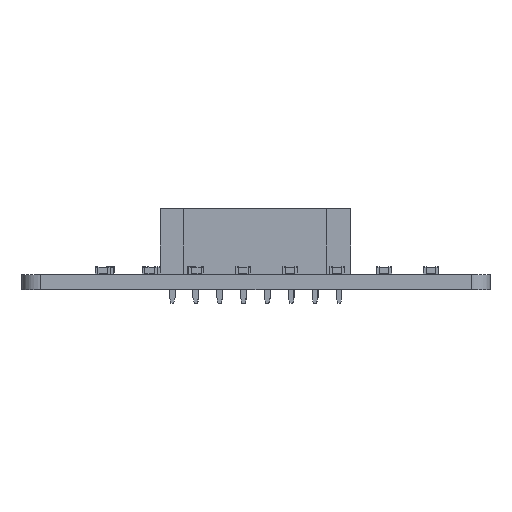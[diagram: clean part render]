
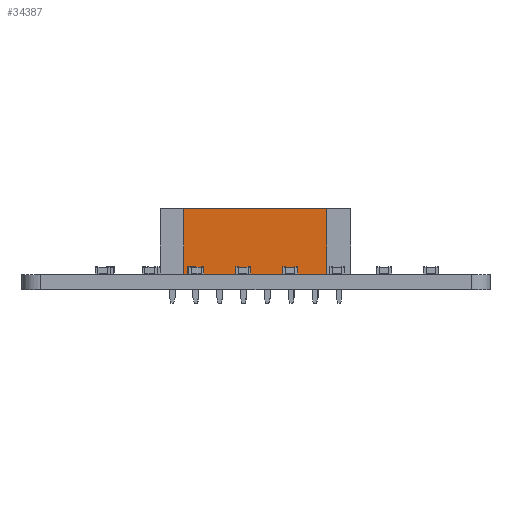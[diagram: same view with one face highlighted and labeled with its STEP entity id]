
A CAD part, front view. The second image highlights one B-rep face of the part: STEP entity #34387.
In plain terms, the highlighted free-form (B-spline) face has degree [1, 1] with [2, 2] control points.
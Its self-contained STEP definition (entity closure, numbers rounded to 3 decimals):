
#34387 = ADVANCED_FACE('',(#34388),#34401,.F.);
#34388 = FACE_BOUND('',#34389,.F.);
#34389 = EDGE_LOOP('',(#34390,#34422,#34447,#34472));
#34390 = ORIENTED_EDGE('',*,*,#34391,.T.);
#34391 = EDGE_CURVE('',#34392,#34394,#34396,.T.);
#34392 = VERTEX_POINT('',#34393);
#34393 = CARTESIAN_POINT('',(1.27,-13.97,0.));
#34394 = VERTEX_POINT('',#34395);
#34395 = CARTESIAN_POINT('',(1.27,-13.97,7.));
#34396 = SURFACE_CURVE('',#34397,(#34400,#34411),.PCURVE_S1.);
#34397 = B_SPLINE_CURVE_WITH_KNOTS('',1,(#34398,#34399),.UNSPECIFIED.,
  .F.,.F.,(2,2),(0.,7.),.PIECEWISE_BEZIER_KNOTS.);
#34398 = CARTESIAN_POINT('',(1.27,-13.97,0.));
#34399 = CARTESIAN_POINT('',(1.27,-13.97,7.));
#34400 = PCURVE('',#34401,#34406);
#34401 = B_SPLINE_SURFACE_WITH_KNOTS('',1,1,(
    (#34402,#34403)
    ,(#34404,#34405
    )),.UNSPECIFIED.,.F.,.F.,.F.,(2,2),(2,2),(0.,15.24),(-7.,0.),
  .PIECEWISE_BEZIER_KNOTS.);
#34402 = CARTESIAN_POINT('',(1.27,-13.97,7.));
#34403 = CARTESIAN_POINT('',(1.27,-13.97,0.));
#34404 = CARTESIAN_POINT('',(1.27,1.27,7.));
#34405 = CARTESIAN_POINT('',(1.27,1.27,0.));
#34406 = DEFINITIONAL_REPRESENTATION('',(#34407),#34410);
#34407 = B_SPLINE_CURVE_WITH_KNOTS('',1,(#34408,#34409),.UNSPECIFIED.,
  .F.,.F.,(2,2),(0.,7.),.PIECEWISE_BEZIER_KNOTS.);
#34408 = CARTESIAN_POINT('',(0.,0.));
#34409 = CARTESIAN_POINT('',(0.,-7.));
#34410 = ( GEOMETRIC_REPRESENTATION_CONTEXT(2) 
PARAMETRIC_REPRESENTATION_CONTEXT() REPRESENTATION_CONTEXT('2D SPACE',''
  ) );
#34411 = PCURVE('',#34412,#34417);
#34412 = B_SPLINE_SURFACE_WITH_KNOTS('',1,1,(
    (#34413,#34414)
    ,(#34415,#34416
    )),.UNSPECIFIED.,.F.,.F.,.F.,(2,2),(2,2),(0.,2.54),(-7.,0.),
  .PIECEWISE_BEZIER_KNOTS.);
#34413 = CARTESIAN_POINT('',(-1.27,-13.97,7.));
#34414 = CARTESIAN_POINT('',(-1.27,-13.97,0.));
#34415 = CARTESIAN_POINT('',(1.27,-13.97,7.));
#34416 = CARTESIAN_POINT('',(1.27,-13.97,0.));
#34417 = DEFINITIONAL_REPRESENTATION('',(#34418),#34421);
#34418 = B_SPLINE_CURVE_WITH_KNOTS('',1,(#34419,#34420),.UNSPECIFIED.,
  .F.,.F.,(2,2),(0.,7.),.PIECEWISE_BEZIER_KNOTS.);
#34419 = CARTESIAN_POINT('',(2.54,0.));
#34420 = CARTESIAN_POINT('',(2.54,-7.));
#34421 = ( GEOMETRIC_REPRESENTATION_CONTEXT(2) 
PARAMETRIC_REPRESENTATION_CONTEXT() REPRESENTATION_CONTEXT('2D SPACE',''
  ) );
#34422 = ORIENTED_EDGE('',*,*,#34423,.T.);
#34423 = EDGE_CURVE('',#34394,#34424,#34426,.T.);
#34424 = VERTEX_POINT('',#34425);
#34425 = CARTESIAN_POINT('',(1.27,1.27,7.));
#34426 = SURFACE_CURVE('',#34427,(#34430,#34436),.PCURVE_S1.);
#34427 = B_SPLINE_CURVE_WITH_KNOTS('',1,(#34428,#34429),.UNSPECIFIED.,
  .F.,.F.,(2,2),(0.,15.24),.PIECEWISE_BEZIER_KNOTS.);
#34428 = CARTESIAN_POINT('',(1.27,-13.97,7.));
#34429 = CARTESIAN_POINT('',(1.27,1.27,7.));
#34430 = PCURVE('',#34401,#34431);
#34431 = DEFINITIONAL_REPRESENTATION('',(#34432),#34435);
#34432 = B_SPLINE_CURVE_WITH_KNOTS('',1,(#34433,#34434),.UNSPECIFIED.,
  .F.,.F.,(2,2),(0.,15.24),.PIECEWISE_BEZIER_KNOTS.);
#34433 = CARTESIAN_POINT('',(0.,-7.));
#34434 = CARTESIAN_POINT('',(15.24,-7.));
#34435 = ( GEOMETRIC_REPRESENTATION_CONTEXT(2) 
PARAMETRIC_REPRESENTATION_CONTEXT() REPRESENTATION_CONTEXT('2D SPACE',''
  ) );
#34436 = PCURVE('',#34437,#34442);
#34437 = B_SPLINE_SURFACE_WITH_KNOTS('',1,1,(
    (#34438,#34439)
    ,(#34440,#34441
  )),.UNSPECIFIED.,.F.,.F.,.F.,(2,2),(2,2),(-15.24,0.),(
    0.,2.54),.PIECEWISE_BEZIER_KNOTS.);
#34438 = CARTESIAN_POINT('',(1.27,1.27,7.));
#34439 = CARTESIAN_POINT('',(-1.27,1.27,7.));
#34440 = CARTESIAN_POINT('',(1.27,-13.97,7.));
#34441 = CARTESIAN_POINT('',(-1.27,-13.97,7.));
#34442 = DEFINITIONAL_REPRESENTATION('',(#34443),#34446);
#34443 = B_SPLINE_CURVE_WITH_KNOTS('',1,(#34444,#34445),.UNSPECIFIED.,
  .F.,.F.,(2,2),(0.,15.24),.PIECEWISE_BEZIER_KNOTS.);
#34444 = CARTESIAN_POINT('',(0.,0.));
#34445 = CARTESIAN_POINT('',(-15.24,0.));
#34446 = ( GEOMETRIC_REPRESENTATION_CONTEXT(2) 
PARAMETRIC_REPRESENTATION_CONTEXT() REPRESENTATION_CONTEXT('2D SPACE',''
  ) );
#34447 = ORIENTED_EDGE('',*,*,#34448,.F.);
#34448 = EDGE_CURVE('',#34449,#34424,#34451,.T.);
#34449 = VERTEX_POINT('',#34450);
#34450 = CARTESIAN_POINT('',(1.27,1.27,0.));
#34451 = SURFACE_CURVE('',#34452,(#34455,#34461),.PCURVE_S1.);
#34452 = B_SPLINE_CURVE_WITH_KNOTS('',1,(#34453,#34454),.UNSPECIFIED.,
  .F.,.F.,(2,2),(0.,7.),.PIECEWISE_BEZIER_KNOTS.);
#34453 = CARTESIAN_POINT('',(1.27,1.27,0.));
#34454 = CARTESIAN_POINT('',(1.27,1.27,7.));
#34455 = PCURVE('',#34401,#34456);
#34456 = DEFINITIONAL_REPRESENTATION('',(#34457),#34460);
#34457 = B_SPLINE_CURVE_WITH_KNOTS('',1,(#34458,#34459),.UNSPECIFIED.,
  .F.,.F.,(2,2),(0.,7.),.PIECEWISE_BEZIER_KNOTS.);
#34458 = CARTESIAN_POINT('',(15.24,0.));
#34459 = CARTESIAN_POINT('',(15.24,-7.));
#34460 = ( GEOMETRIC_REPRESENTATION_CONTEXT(2) 
PARAMETRIC_REPRESENTATION_CONTEXT() REPRESENTATION_CONTEXT('2D SPACE',''
  ) );
#34461 = PCURVE('',#34462,#34467);
#34462 = B_SPLINE_SURFACE_WITH_KNOTS('',1,1,(
    (#34463,#34464)
    ,(#34465,#34466
    )),.UNSPECIFIED.,.F.,.F.,.F.,(2,2),(2,2),(0.,2.54),(-7.,0.),
  .PIECEWISE_BEZIER_KNOTS.);
#34463 = CARTESIAN_POINT('',(1.27,1.27,7.));
#34464 = CARTESIAN_POINT('',(1.27,1.27,0.));
#34465 = CARTESIAN_POINT('',(-1.27,1.27,7.));
#34466 = CARTESIAN_POINT('',(-1.27,1.27,0.));
#34467 = DEFINITIONAL_REPRESENTATION('',(#34468),#34471);
#34468 = B_SPLINE_CURVE_WITH_KNOTS('',1,(#34469,#34470),.UNSPECIFIED.,
  .F.,.F.,(2,2),(0.,7.),.PIECEWISE_BEZIER_KNOTS.);
#34469 = CARTESIAN_POINT('',(0.,0.));
#34470 = CARTESIAN_POINT('',(0.,-7.));
#34471 = ( GEOMETRIC_REPRESENTATION_CONTEXT(2) 
PARAMETRIC_REPRESENTATION_CONTEXT() REPRESENTATION_CONTEXT('2D SPACE',''
  ) );
#34472 = ORIENTED_EDGE('',*,*,#34473,.F.);
#34473 = EDGE_CURVE('',#34392,#34449,#34474,.T.);
#34474 = SURFACE_CURVE('',#34475,(#34478,#34484),.PCURVE_S1.);
#34475 = B_SPLINE_CURVE_WITH_KNOTS('',1,(#34476,#34477),.UNSPECIFIED.,
  .F.,.F.,(2,2),(0.,15.24),.PIECEWISE_BEZIER_KNOTS.);
#34476 = CARTESIAN_POINT('',(1.27,-13.97,0.));
#34477 = CARTESIAN_POINT('',(1.27,1.27,0.));
#34478 = PCURVE('',#34401,#34479);
#34479 = DEFINITIONAL_REPRESENTATION('',(#34480),#34483);
#34480 = B_SPLINE_CURVE_WITH_KNOTS('',1,(#34481,#34482),.UNSPECIFIED.,
  .F.,.F.,(2,2),(0.,15.24),.PIECEWISE_BEZIER_KNOTS.);
#34481 = CARTESIAN_POINT('',(0.,0.));
#34482 = CARTESIAN_POINT('',(15.24,0.));
#34483 = ( GEOMETRIC_REPRESENTATION_CONTEXT(2) 
PARAMETRIC_REPRESENTATION_CONTEXT() REPRESENTATION_CONTEXT('2D SPACE',''
  ) );
#34484 = PCURVE('',#34485,#34490);
#34485 = B_SPLINE_SURFACE_WITH_KNOTS('',1,1,(
    (#34486,#34487)
    ,(#34488,#34489
  )),.UNSPECIFIED.,.F.,.F.,.F.,(2,2),(2,2),(-15.24,0.),(
    0.,0.423),.PIECEWISE_BEZIER_KNOTS.);
#34486 = CARTESIAN_POINT('',(1.27,1.27,0.));
#34487 = CARTESIAN_POINT('',(0.847,1.27,0.));
#34488 = CARTESIAN_POINT('',(1.27,-13.97,0.));
#34489 = CARTESIAN_POINT('',(0.847,-13.97,0.));
#34490 = DEFINITIONAL_REPRESENTATION('',(#34491),#34494);
#34491 = B_SPLINE_CURVE_WITH_KNOTS('',1,(#34492,#34493),.UNSPECIFIED.,
  .F.,.F.,(2,2),(0.,15.24),.PIECEWISE_BEZIER_KNOTS.);
#34492 = CARTESIAN_POINT('',(0.,0.));
#34493 = CARTESIAN_POINT('',(-15.24,0.));
#34494 = ( GEOMETRIC_REPRESENTATION_CONTEXT(2) 
PARAMETRIC_REPRESENTATION_CONTEXT() REPRESENTATION_CONTEXT('2D SPACE',''
  ) );
